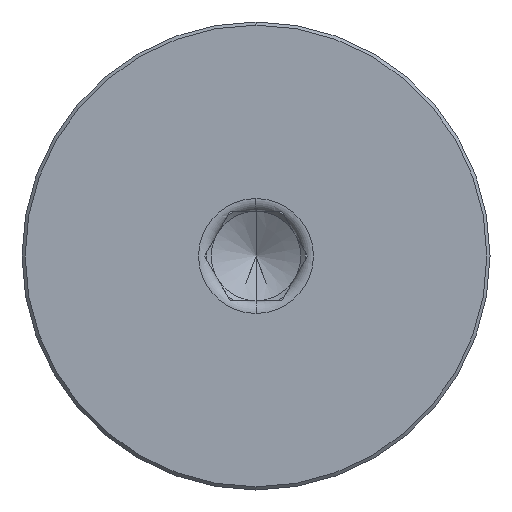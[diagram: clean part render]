
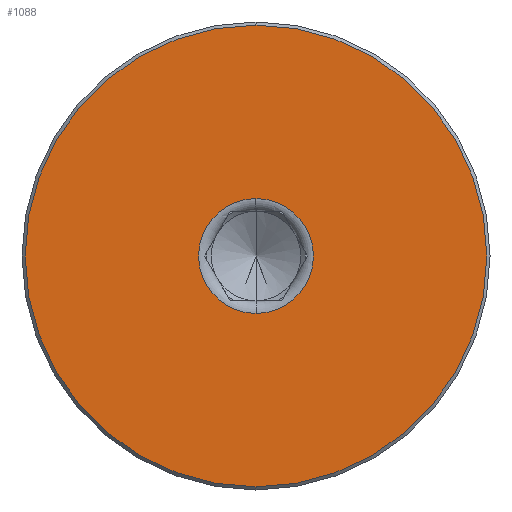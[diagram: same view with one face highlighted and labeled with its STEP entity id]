
A CAD part, left-side view. The second image highlights one B-rep face of the part: STEP entity #1088.
In plain terms, the highlighted planar face has unit normal (-1, 0, 0).
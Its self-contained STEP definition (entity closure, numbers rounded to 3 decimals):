
#48 = ORIENTED_EDGE ( 'NONE', *, *, #594, .T. ) ;
#71 = AXIS2_PLACEMENT_3D ( 'NONE', #757, #157, #857 ) ;
#97 = ORIENTED_EDGE ( 'NONE', *, *, #273, .T. ) ;
#111 = DIRECTION ( 'NONE',  ( 1., 0., 0. ) ) ;
#123 = AXIS2_PLACEMENT_3D ( 'NONE', #418, #1116, #509 ) ;
#157 = DIRECTION ( 'NONE',  ( 1., 0., 0. ) ) ;
#222 = PLANE ( 'NONE',  #1279 ) ;
#249 = VERTEX_POINT ( 'NONE', #692 ) ;
#267 = ORIENTED_EDGE ( 'NONE', *, *, #739, .T. ) ;
#273 = EDGE_CURVE ( 'NONE', #249, #765, #317, .T. ) ;
#308 = AXIS2_PLACEMENT_3D ( 'NONE', #707, #111, #813 ) ;
#317 = CIRCLE ( 'NONE', #1086, 36.15 ) ;
#326 = DIRECTION ( 'NONE',  ( 1., 0., 0. ) ) ;
#356 = CIRCLE ( 'NONE', #71, 9. ) ;
#366 = ORIENTED_EDGE ( 'NONE', *, *, #1146, .T. ) ;
#418 = CARTESIAN_POINT ( 'NONE',  ( 0., 0., 0. ) ) ;
#501 = VERTEX_POINT ( 'NONE', #1123 ) ;
#509 = DIRECTION ( 'NONE',  ( 0., 0., -1. ) ) ;
#592 = CARTESIAN_POINT ( 'NONE',  ( 0., 0., 0. ) ) ;
#594 = EDGE_CURVE ( 'NONE', #501, #630, #781, .T. ) ;
#630 = VERTEX_POINT ( 'NONE', #1114 ) ;
#692 = CARTESIAN_POINT ( 'NONE',  ( 0., 0., -36.15 ) ) ;
#698 = DIRECTION ( 'NONE',  ( 0., 0., -1. ) ) ;
#707 = CARTESIAN_POINT ( 'NONE',  ( 0., 0., 0. ) ) ;
#736 = EDGE_LOOP ( 'NONE', ( #97, #366 ) ) ;
#739 = EDGE_CURVE ( 'NONE', #630, #501, #356, .T. ) ;
#757 = CARTESIAN_POINT ( 'NONE',  ( 0., 0., 0. ) ) ;
#758 = FACE_BOUND ( 'NONE', #1104, .T. ) ;
#765 = VERTEX_POINT ( 'NONE', #1059 ) ;
#781 = CIRCLE ( 'NONE', #308, 9. ) ;
#813 = DIRECTION ( 'NONE',  ( 0., 0., -1. ) ) ;
#857 = DIRECTION ( 'NONE',  ( 0., 0., -1. ) ) ;
#1024 = DIRECTION ( 'NONE',  ( 0., 0., -1. ) ) ;
#1025 = FACE_OUTER_BOUND ( 'NONE', #736, .T. ) ;
#1059 = CARTESIAN_POINT ( 'NONE',  ( 0., 0., 36.15 ) ) ;
#1086 = AXIS2_PLACEMENT_3D ( 'NONE', #592, #1300, #698 ) ;
#1088 = ADVANCED_FACE ( 'NONE', ( #1025, #758 ), #222, .F. ) ;
#1104 = EDGE_LOOP ( 'NONE', ( #267, #48 ) ) ;
#1112 = CARTESIAN_POINT ( 'NONE',  ( 0., 0., 0. ) ) ;
#1114 = CARTESIAN_POINT ( 'NONE',  ( 0., 0., -9. ) ) ;
#1116 = DIRECTION ( 'NONE',  ( -1., 0., 0. ) ) ;
#1123 = CARTESIAN_POINT ( 'NONE',  ( 0., 0., 9. ) ) ;
#1146 = EDGE_CURVE ( 'NONE', #765, #249, #1223, .T. ) ;
#1223 = CIRCLE ( 'NONE', #123, 36.15 ) ;
#1279 = AXIS2_PLACEMENT_3D ( 'NONE', #1112, #326, #1024 ) ;
#1300 = DIRECTION ( 'NONE',  ( -1., 0., 0. ) ) ;
